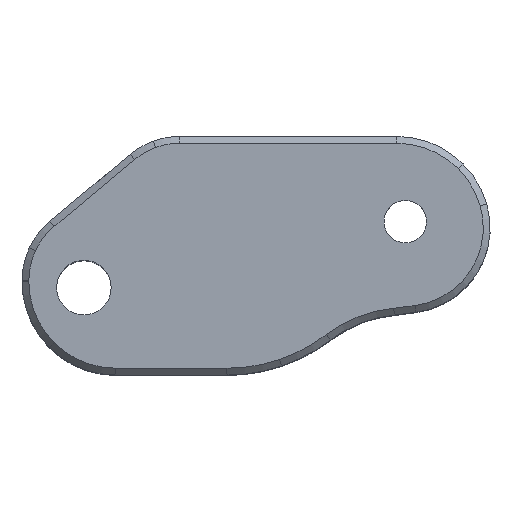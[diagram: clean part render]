
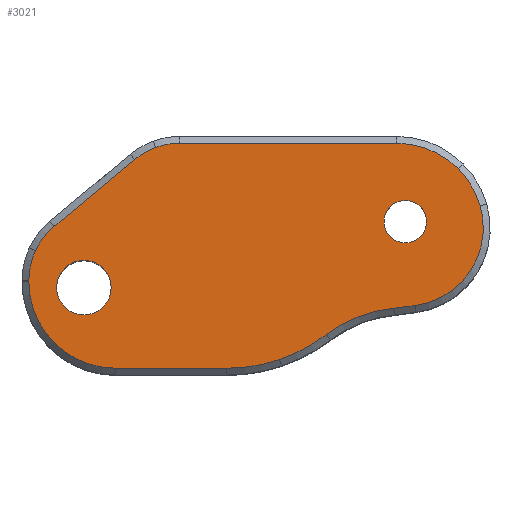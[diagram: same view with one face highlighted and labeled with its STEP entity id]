
A CAD part, top view. The second image highlights one B-rep face of the part: STEP entity #3021.
In plain terms, the highlighted planar face has unit normal (0, 0, 1).
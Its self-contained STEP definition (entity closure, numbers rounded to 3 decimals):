
#300=CARTESIAN_POINT('',(564.366,269.664,75.2));
#301=VERTEX_POINT('',#300);
#325=CARTESIAN_POINT('',(563.116,270.914,75.2));
#326=VERTEX_POINT('',#325);
#327=CARTESIAN_POINT('',(564.366,270.914,75.2));
#328=DIRECTION('',(0.,-0.,-1.));
#329=DIRECTION('',(-1.,-0.,-0.));
#330=AXIS2_PLACEMENT_3D('',#327,#328,#329);
#331=CIRCLE('',#330,1.25);
#332=EDGE_CURVE('',#326,#301,#331,.T.);
#334=CARTESIAN_POINT('',(564.366,270.914,75.2));
#335=DIRECTION('',(0.,-0.,-1.));
#336=DIRECTION('',(-1.,-0.,-0.));
#337=AXIS2_PLACEMENT_3D('',#334,#335,#336);
#338=CIRCLE('',#337,1.25);
#339=EDGE_CURVE('',#301,#326,#338,.T.);
#2497=CARTESIAN_POINT('',(564.938,265.993,75.2));
#2498=VERTEX_POINT('',#2497);
#2505=CARTESIAN_POINT('',(563.683,265.83,75.2));
#2506=VERTEX_POINT('',#2505);
#2507=CARTESIAN_POINT('',(564.938,265.993,75.2));
#2508=DIRECTION('',(-0.992,-0.129,0.));
#2509=VECTOR('',#2508,1.266);
#2510=LINE('',#2507,#2509);
#2511=EDGE_CURVE('',#2498,#2506,#2510,.T.);
#2538=CARTESIAN_POINT('',(568.761,271.848,75.2));
#2539=VERTEX_POINT('',#2538);
#2546=CARTESIAN_POINT('',(564.346,270.555,75.2));
#2547=DIRECTION('',(0.,-0.,-1.));
#2548=DIRECTION('',(-1.,-0.,-0.));
#2549=AXIS2_PLACEMENT_3D('',#2546,#2547,#2548);
#2550=CIRCLE('',#2549,4.6);
#2551=EDGE_CURVE('',#2539,#2498,#2550,.T.);
#2563=CARTESIAN_POINT('',(567.473,274.02,75.2));
#2564=VERTEX_POINT('',#2563);
#2571=CARTESIAN_POINT('',(563.866,270.414,75.2));
#2572=DIRECTION('',(0.,-0.,-1.));
#2573=DIRECTION('',(-1.,-0.,-0.));
#2574=AXIS2_PLACEMENT_3D('',#2571,#2572,#2573);
#2575=CIRCLE('',#2574,5.1);
#2576=EDGE_CURVE('',#2564,#2539,#2575,.T.);
#2594=CARTESIAN_POINT('',(551.104,275.514,75.2));
#2595=VERTEX_POINT('',#2594);
#2602=CARTESIAN_POINT('',(563.866,275.514,75.2));
#2603=VERTEX_POINT('',#2602);
#2604=CARTESIAN_POINT('',(551.104,275.514,75.2));
#2605=DIRECTION('',(1.,0.,0.));
#2606=VECTOR('',#2605,12.762);
#2607=LINE('',#2604,#2606);
#2608=EDGE_CURVE('',#2595,#2603,#2607,.T.);
#2625=CARTESIAN_POINT('',(549.709,275.269,75.2));
#2626=VERTEX_POINT('',#2625);
#2633=CARTESIAN_POINT('',(551.104,271.414,75.2));
#2634=DIRECTION('',(0.,-0.,-1.));
#2635=DIRECTION('',(-1.,-0.,-0.));
#2636=AXIS2_PLACEMENT_3D('',#2633,#2634,#2635);
#2637=CIRCLE('',#2636,4.1);
#2638=EDGE_CURVE('',#2626,#2595,#2637,.T.);
#2656=CARTESIAN_POINT('',(543.742,270.618,75.2));
#2657=VERTEX_POINT('',#2656);
#2664=CARTESIAN_POINT('',(548.48,274.564,75.2));
#2665=VERTEX_POINT('',#2664);
#2666=CARTESIAN_POINT('',(543.742,270.618,75.2));
#2667=DIRECTION('',(0.768,0.64,-0.));
#2668=VECTOR('',#2667,6.166);
#2669=LINE('',#2666,#2668);
#2670=EDGE_CURVE('',#2657,#2665,#2669,.T.);
#2687=CARTESIAN_POINT('',(542.654,269.207,75.2));
#2688=VERTEX_POINT('',#2687);
#2695=CARTESIAN_POINT('',(546.366,267.468,75.2));
#2696=DIRECTION('',(0.,-0.,-1.));
#2697=DIRECTION('',(-1.,-0.,-0.));
#2698=AXIS2_PLACEMENT_3D('',#2695,#2696,#2697);
#2699=CIRCLE('',#2698,4.1);
#2700=EDGE_CURVE('',#2688,#2657,#2699,.T.);
#2712=CARTESIAN_POINT('',(542.266,267.414,75.2));
#2713=VERTEX_POINT('',#2712);
#2720=CARTESIAN_POINT('',(542.266,267.468,75.2));
#2721=VERTEX_POINT('',#2720);
#2722=CARTESIAN_POINT('',(542.266,267.414,75.2));
#2723=DIRECTION('',(-0.,1.,-0.));
#2724=VECTOR('',#2723,0.054);
#2725=LINE('',#2722,#2724);
#2726=EDGE_CURVE('',#2713,#2721,#2725,.T.);
#2743=CARTESIAN_POINT('',(543.76,263.808,75.2));
#2744=VERTEX_POINT('',#2743);
#2751=CARTESIAN_POINT('',(547.366,267.414,75.2));
#2752=DIRECTION('',(0.,-0.,-1.));
#2753=DIRECTION('',(-1.,-0.,-0.));
#2754=AXIS2_PLACEMENT_3D('',#2751,#2752,#2753);
#2755=CIRCLE('',#2754,5.1);
#2756=EDGE_CURVE('',#2744,#2713,#2755,.T.);
#2774=CARTESIAN_POINT('',(553.898,262.314,75.2));
#2775=VERTEX_POINT('',#2774);
#2782=CARTESIAN_POINT('',(547.366,262.314,75.2));
#2783=VERTEX_POINT('',#2782);
#2784=CARTESIAN_POINT('',(553.898,262.314,75.2));
#2785=DIRECTION('',(-1.,-0.,-0.));
#2786=VECTOR('',#2785,6.531);
#2787=LINE('',#2784,#2786);
#2788=EDGE_CURVE('',#2775,#2783,#2787,.T.);
#2805=CARTESIAN_POINT('',(556.971,262.819,75.2));
#2806=VERTEX_POINT('',#2805);
#2813=CARTESIAN_POINT('',(553.898,271.914,75.2));
#2814=DIRECTION('',(0.,-0.,-1.));
#2815=DIRECTION('',(-1.,-0.,-0.));
#2816=AXIS2_PLACEMENT_3D('',#2813,#2814,#2815);
#2817=CIRCLE('',#2816,9.6);
#2818=EDGE_CURVE('',#2806,#2775,#2817,.T.);
#2836=CARTESIAN_POINT('',(559.721,264.282,75.2));
#2837=VERTEX_POINT('',#2836);
#2838=CARTESIAN_POINT('',(564.402,258.148,75.2));
#2839=DIRECTION('',(-0.,0.,1.));
#2840=DIRECTION('',(1.,0.,0.));
#2841=AXIS2_PLACEMENT_3D('',#2838,#2839,#2840);
#2842=CIRCLE('',#2841,7.716);
#2843=EDGE_CURVE('',#2506,#2837,#2842,.T.);
#2943=CARTESIAN_POINT('',(541.866,261.914,75.2));
#2944=DIRECTION('',(-0.,0.,1.));
#2945=DIRECTION('',(1.,0.,0.));
#2946=AXIS2_PLACEMENT_3D('',#2943,#2944,#2945);
#2947=PLANE('',#2946);
#2948=ORIENTED_EDGE('',*,*,#2511,.F.);
#2949=ORIENTED_EDGE('',*,*,#2551,.F.);
#2950=ORIENTED_EDGE('',*,*,#2576,.F.);
#2951=CARTESIAN_POINT('',(563.866,270.414,75.2));
#2952=DIRECTION('',(0.,-0.,-1.));
#2953=DIRECTION('',(-1.,-0.,-0.));
#2954=AXIS2_PLACEMENT_3D('',#2951,#2952,#2953);
#2955=CIRCLE('',#2954,5.1);
#2956=EDGE_CURVE('',#2603,#2564,#2955,.T.);
#2957=ORIENTED_EDGE('',*,*,#2956,.F.);
#2958=ORIENTED_EDGE('',*,*,#2608,.F.);
#2959=ORIENTED_EDGE('',*,*,#2638,.F.);
#2960=CARTESIAN_POINT('',(551.104,271.414,75.2));
#2961=DIRECTION('',(0.,-0.,-1.));
#2962=DIRECTION('',(-1.,-0.,-0.));
#2963=AXIS2_PLACEMENT_3D('',#2960,#2961,#2962);
#2964=CIRCLE('',#2963,4.1);
#2965=EDGE_CURVE('',#2665,#2626,#2964,.T.);
#2966=ORIENTED_EDGE('',*,*,#2965,.F.);
#2967=ORIENTED_EDGE('',*,*,#2670,.F.);
#2968=ORIENTED_EDGE('',*,*,#2700,.F.);
#2969=CARTESIAN_POINT('',(546.366,267.468,75.2));
#2970=DIRECTION('',(0.,-0.,-1.));
#2971=DIRECTION('',(-1.,-0.,-0.));
#2972=AXIS2_PLACEMENT_3D('',#2969,#2970,#2971);
#2973=CIRCLE('',#2972,4.1);
#2974=EDGE_CURVE('',#2721,#2688,#2973,.T.);
#2975=ORIENTED_EDGE('',*,*,#2974,.F.);
#2976=ORIENTED_EDGE('',*,*,#2726,.F.);
#2977=ORIENTED_EDGE('',*,*,#2756,.F.);
#2978=CARTESIAN_POINT('',(547.366,267.414,75.2));
#2979=DIRECTION('',(0.,-0.,-1.));
#2980=DIRECTION('',(-1.,-0.,-0.));
#2981=AXIS2_PLACEMENT_3D('',#2978,#2979,#2980);
#2982=CIRCLE('',#2981,5.1);
#2983=EDGE_CURVE('',#2783,#2744,#2982,.T.);
#2984=ORIENTED_EDGE('',*,*,#2983,.F.);
#2985=ORIENTED_EDGE('',*,*,#2788,.F.);
#2986=ORIENTED_EDGE('',*,*,#2818,.F.);
#2987=CARTESIAN_POINT('',(553.898,271.914,75.2));
#2988=DIRECTION('',(0.,-0.,-1.));
#2989=DIRECTION('',(-1.,-0.,-0.));
#2990=AXIS2_PLACEMENT_3D('',#2987,#2988,#2989);
#2991=CIRCLE('',#2990,9.6);
#2992=EDGE_CURVE('',#2837,#2806,#2991,.T.);
#2993=ORIENTED_EDGE('',*,*,#2992,.F.);
#2994=ORIENTED_EDGE('',*,*,#2843,.F.);
#2995=EDGE_LOOP('',(#2948,#2949,#2950,#2957,#2958,#2959,#2966,#2967,#2968,#2975,#2976,#2977,#2984,#2985,#2986,#2993,#2994));
#2996=FACE_BOUND('',#2995,.T.);
#2997=ORIENTED_EDGE('',*,*,#332,.T.);
#2998=ORIENTED_EDGE('',*,*,#339,.T.);
#2999=EDGE_LOOP('',(#2997,#2998));
#3000=FACE_BOUND('',#2999,.T.);
#3001=CARTESIAN_POINT('',(547.099,267.043,75.2));
#3002=VERTEX_POINT('',#3001);
#3003=CARTESIAN_POINT('',(545.499,268.643,75.2));
#3004=VERTEX_POINT('',#3003);
#3005=CARTESIAN_POINT('',(545.499,267.043,75.2));
#3006=DIRECTION('',(0.,-0.,-1.));
#3007=DIRECTION('',(1.,0.,0.));
#3008=AXIS2_PLACEMENT_3D('',#3005,#3006,#3007);
#3009=CIRCLE('',#3008,1.6);
#3010=EDGE_CURVE('',#3002,#3004,#3009,.T.);
#3011=ORIENTED_EDGE('',*,*,#3010,.T.);
#3012=CARTESIAN_POINT('',(545.499,267.043,75.2));
#3013=DIRECTION('',(0.,-0.,-1.));
#3014=DIRECTION('',(1.,0.,0.));
#3015=AXIS2_PLACEMENT_3D('',#3012,#3013,#3014);
#3016=CIRCLE('',#3015,1.6);
#3017=EDGE_CURVE('',#3004,#3002,#3016,.T.);
#3018=ORIENTED_EDGE('',*,*,#3017,.T.);
#3019=EDGE_LOOP('',(#3011,#3018));
#3020=FACE_BOUND('',#3019,.T.);
#3021=ADVANCED_FACE('',(#2996,#3000,#3020),#2947,.T.);
